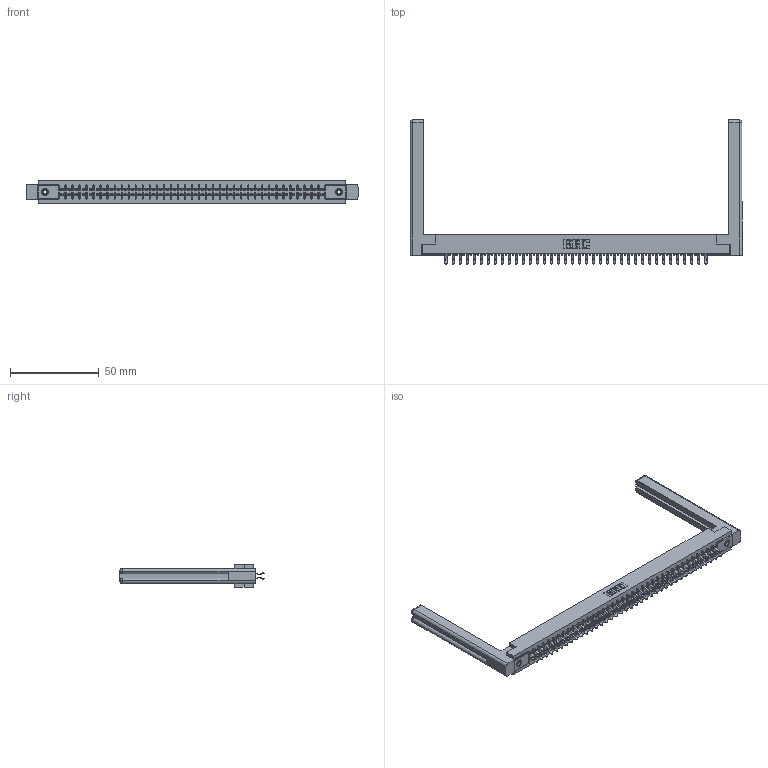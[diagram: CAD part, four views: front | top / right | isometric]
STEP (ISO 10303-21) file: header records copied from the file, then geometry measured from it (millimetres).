
FILE_DESCRIPTION (( 'STEP AP203' ), '1' );
FILE_NAME ('305-076-556-558.STEP', '2019-09-10T08:30:31', ( '' ), ( '' ), 'SwSTEP 2.0', 'SolidWorks 2016', '' );
FILE_SCHEMA (( 'CONFIG_CONTROL_DESIGN' ));
Length unit declared in the file: inch
Products named in the file (5): 345-250-001_345-250-001-102; 305 Part_.156 Dia; 307-220-058; 305-290-001_556; 305-076-556-558
Assembly tree (81 placements, depth 2):
  305-076-556-558
    305 Part_.156 Dia
    305-290-001_556  x76
    345-250-001_345-250-001-102  x2
    307-220-058  x2
Bounding box: 187.2 x 81.28 x 12.7 mm (x, y, z)
Volume: 26125.2 mm3; surface area: 29764.7 mm2
Topology: 81 solids, 81 shells, 4514 faces, 12944 edges, 8412 vertices
Faces by surface type: plane 2508, cylinder 1830, sphere 152, cone 12, torus 12
Entity records: 44486 total; most frequent: CARTESIAN_POINT 7379, ORIENTED_EDGE 7266, DIRECTION 7107, EDGE_CURVE 3633, VECTOR 2919, LINE 2919, VERTEX_POINT 2312, AXIS2_PLACEMENT_3D 2094
